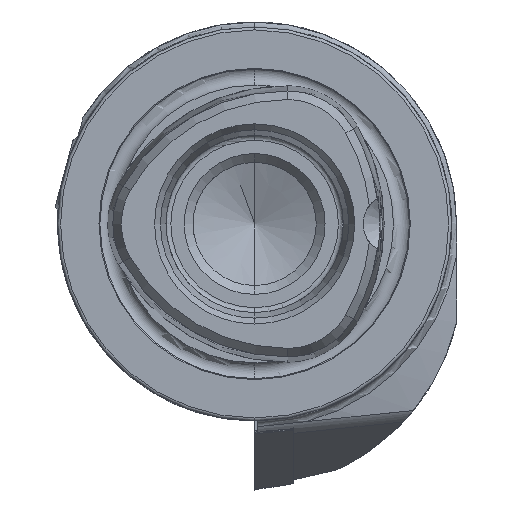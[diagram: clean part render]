
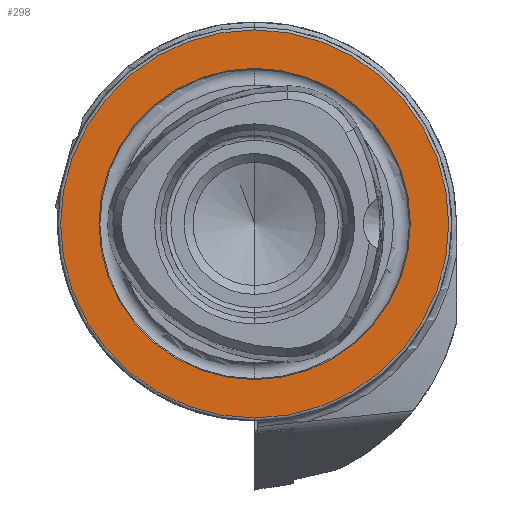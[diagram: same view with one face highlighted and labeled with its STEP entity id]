
A CAD part, left-side view. The second image highlights one B-rep face of the part: STEP entity #298.
In plain terms, the highlighted planar face has unit normal (-1, 0, 0).
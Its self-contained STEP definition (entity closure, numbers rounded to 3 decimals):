
#192 = ORIENTED_EDGE ( 'NONE', *, *, #8547, .T. ) ;
#298 = ADVANCED_FACE ( 'NONE', ( #12360, #9439 ), #6843, .F. ) ;
#360 = VERTEX_POINT ( 'NONE', #6653 ) ;
#415 = AXIS2_PLACEMENT_3D ( 'NONE', #6615, #2546, #8712 ) ;
#466 = DIRECTION ( 'NONE',  ( 0., 0., 1. ) ) ;
#502 = VERTEX_POINT ( 'NONE', #11904 ) ;
#659 = CIRCLE ( 'NONE', #9659, 19.7 ) ;
#739 = DIRECTION ( 'NONE',  ( 0., 0., 1. ) ) ;
#828 = VERTEX_POINT ( 'NONE', #2407 ) ;
#1194 = ORIENTED_EDGE ( 'NONE', *, *, #12806, .F. ) ;
#2407 = CARTESIAN_POINT ( 'NONE',  ( 0., 0., 15.8 ) ) ;
#2546 = DIRECTION ( 'NONE',  ( -1., 0., 0. ) ) ;
#2569 = DIRECTION ( 'NONE',  ( 0., 0., 1. ) ) ;
#3444 = CARTESIAN_POINT ( 'NONE',  ( 0., 15.8, 0. ) ) ;
#3624 = CIRCLE ( 'NONE', #6865, 15.8 ) ;
#3638 = DIRECTION ( 'NONE',  ( -1., 0., 0. ) ) ;
#4156 = EDGE_CURVE ( 'NONE', #828, #11229, #3624, .T. ) ;
#4311 = DIRECTION ( 'NONE',  ( 0., 0., -1. ) ) ;
#4706 = CARTESIAN_POINT ( 'NONE',  ( 0., 0., 0. ) ) ;
#5890 = ORIENTED_EDGE ( 'NONE', *, *, #10031, .T. ) ;
#6615 = CARTESIAN_POINT ( 'NONE',  ( 0., 0., 0. ) ) ;
#6653 = CARTESIAN_POINT ( 'NONE',  ( 0., 0., 19.7 ) ) ;
#6843 = PLANE ( 'NONE',  #10719 ) ;
#6865 = AXIS2_PLACEMENT_3D ( 'NONE', #10732, #10778, #2569 ) ;
#7746 = AXIS2_PLACEMENT_3D ( 'NONE', #4706, #11007, #739 ) ;
#7792 = EDGE_LOOP ( 'NONE', ( #5890, #192 ) ) ;
#8145 = EDGE_LOOP ( 'NONE', ( #11098, #1194 ) ) ;
#8420 = DIRECTION ( 'NONE',  ( 1., 0., 0. ) ) ;
#8547 = EDGE_CURVE ( 'NONE', #502, #360, #9212, .T. ) ;
#8712 = DIRECTION ( 'NONE',  ( 0., 0., 1. ) ) ;
#9212 = CIRCLE ( 'NONE', #7746, 19.7 ) ;
#9439 = FACE_OUTER_BOUND ( 'NONE', #7792, .T. ) ;
#9659 = AXIS2_PLACEMENT_3D ( 'NONE', #9694, #3638, #466 ) ;
#9694 = CARTESIAN_POINT ( 'NONE',  ( 0., 0., 0. ) ) ;
#10031 = EDGE_CURVE ( 'NONE', #360, #502, #659, .T. ) ;
#10719 = AXIS2_PLACEMENT_3D ( 'NONE', #3444, #8420, #4311 ) ;
#10732 = CARTESIAN_POINT ( 'NONE',  ( 0., 0., 0. ) ) ;
#10778 = DIRECTION ( 'NONE',  ( -1., 0., 0. ) ) ;
#11007 = DIRECTION ( 'NONE',  ( -1., 0., 0. ) ) ;
#11098 = ORIENTED_EDGE ( 'NONE', *, *, #4156, .F. ) ;
#11229 = VERTEX_POINT ( 'NONE', #11780 ) ;
#11780 = CARTESIAN_POINT ( 'NONE',  ( 0., 0., -15.8 ) ) ;
#11904 = CARTESIAN_POINT ( 'NONE',  ( 0., 0., -19.7 ) ) ;
#12155 = CIRCLE ( 'NONE', #415, 15.8 ) ;
#12360 = FACE_BOUND ( 'NONE', #8145, .T. ) ;
#12806 = EDGE_CURVE ( 'NONE', #11229, #828, #12155, .T. ) ;
